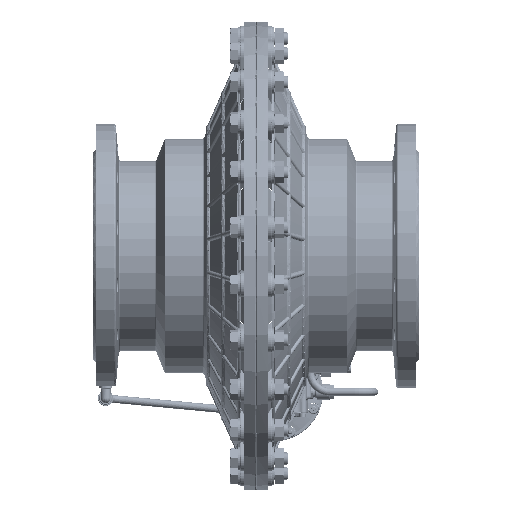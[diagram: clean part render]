
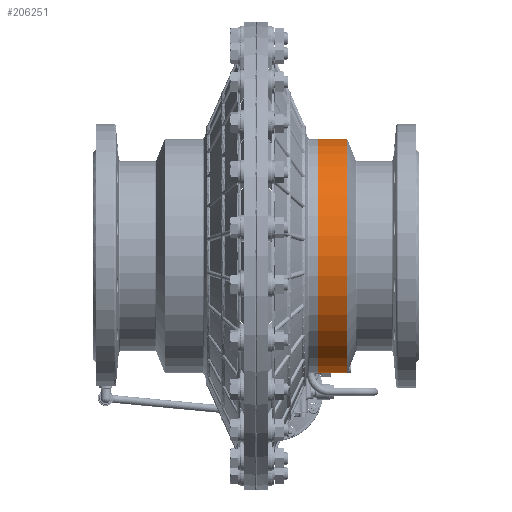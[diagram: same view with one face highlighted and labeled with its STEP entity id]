
A CAD part, front view. The second image highlights one B-rep face of the part: STEP entity #206251.
In plain terms, the highlighted cylindrical face has radius 151.5 mm (diameter 303 mm), a partial arc.
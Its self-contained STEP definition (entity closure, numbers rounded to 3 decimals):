
#1670 = DIRECTION ( 'NONE',  ( 0., 0., -1. ) ) ;
#1779 = VECTOR ( 'NONE', #6262, 1000. ) ;
#2029 = FACE_OUTER_BOUND ( 'NONE', #106569, .T. ) ;
#6262 = DIRECTION ( 'NONE',  ( -1., 0., 0. ) ) ;
#8093 = DIRECTION ( 'NONE',  ( -1., 0., 0. ) ) ;
#34278 = EDGE_CURVE ( 'NONE', #130967, #152669, #208200, .T. ) ;
#35265 = CARTESIAN_POINT ( 'NONE',  ( 328.923, 0., 151.5 ) ) ;
#42402 = CARTESIAN_POINT ( 'NONE',  ( 291.5, 0., 151.5 ) ) ;
#59375 = VECTOR ( 'NONE', #109028, 1000. ) ;
#64307 = VERTEX_POINT ( 'NONE', #212314 ) ;
#66970 = AXIS2_PLACEMENT_3D ( 'NONE', #102431, #98787, #208767 ) ;
#69814 = EDGE_CURVE ( 'NONE', #64307, #193638, #111007, .T. ) ;
#81348 = EDGE_CURVE ( 'NONE', #152669, #193638, #98252, .T. ) ;
#91264 = DIRECTION ( 'NONE',  ( -1., 0., 0. ) ) ;
#96434 = CYLINDRICAL_SURFACE ( 'NONE', #66970, 151.5 ) ;
#97676 = CARTESIAN_POINT ( 'NONE',  ( 291.5, 0., 0. ) ) ;
#98252 = LINE ( 'NONE', #172020, #1779 ) ;
#98787 = DIRECTION ( 'NONE',  ( -1., 0., 0. ) ) ;
#102431 = CARTESIAN_POINT ( 'NONE',  ( 341.5, 0., 0. ) ) ;
#106569 = EDGE_LOOP ( 'NONE', ( #149386, #161897, #188778, #183387 ) ) ;
#109028 = DIRECTION ( 'NONE',  ( -1., 0., 0. ) ) ;
#111007 = CIRCLE ( 'NONE', #153439, 151.5 ) ;
#119175 = EDGE_CURVE ( 'NONE', #130967, #64307, #200698, .T. ) ;
#130967 = VERTEX_POINT ( 'NONE', #208817 ) ;
#149386 = ORIENTED_EDGE ( 'NONE', *, *, #119175, .F. ) ;
#150978 = DIRECTION ( 'NONE',  ( 0., 0., 1. ) ) ;
#152669 = VERTEX_POINT ( 'NONE', #35265 ) ;
#153439 = AXIS2_PLACEMENT_3D ( 'NONE', #97676, #8093, #150978 ) ;
#161897 = ORIENTED_EDGE ( 'NONE', *, *, #34278, .T. ) ;
#168620 = CARTESIAN_POINT ( 'NONE',  ( 328.923, 0., 0. ) ) ;
#172020 = CARTESIAN_POINT ( 'NONE',  ( 341.5, 0., 151.5 ) ) ;
#182704 = CARTESIAN_POINT ( 'NONE',  ( 341.5, 0., -151.5 ) ) ;
#183387 = ORIENTED_EDGE ( 'NONE', *, *, #69814, .F. ) ;
#188778 = ORIENTED_EDGE ( 'NONE', *, *, #81348, .T. ) ;
#193638 = VERTEX_POINT ( 'NONE', #42402 ) ;
#200698 = LINE ( 'NONE', #182704, #59375 ) ;
#206251 = ADVANCED_FACE ( 'NONE', ( #2029 ), #96434, .T. ) ;
#208200 = CIRCLE ( 'NONE', #227550, 151.5 ) ;
#208767 = DIRECTION ( 'NONE',  ( 0., 0., 1. ) ) ;
#208817 = CARTESIAN_POINT ( 'NONE',  ( 328.923, 0., -151.5 ) ) ;
#212314 = CARTESIAN_POINT ( 'NONE',  ( 291.5, 0., -151.5 ) ) ;
#227550 = AXIS2_PLACEMENT_3D ( 'NONE', #168620, #91264, #1670 ) ;
